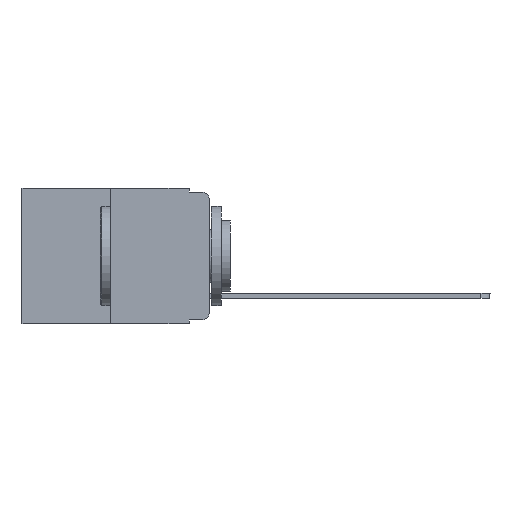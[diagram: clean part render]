
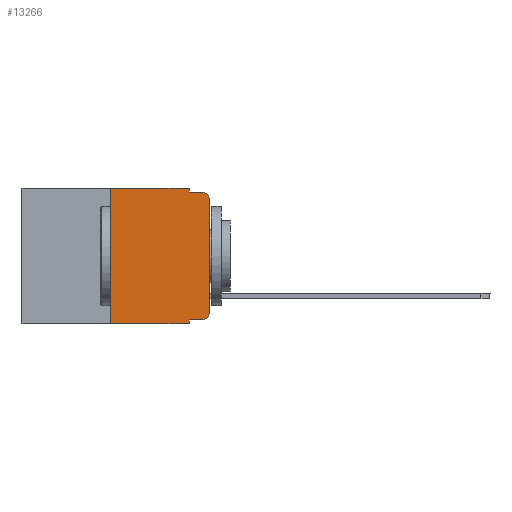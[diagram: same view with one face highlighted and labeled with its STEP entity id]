
A CAD part, left-side view. The second image highlights one B-rep face of the part: STEP entity #13266.
In plain terms, the highlighted planar face has unit normal (-1, 0, 0).
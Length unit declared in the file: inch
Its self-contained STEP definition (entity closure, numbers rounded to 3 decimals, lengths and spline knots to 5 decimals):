
#71 = DIRECTION ( 'NONE',  ( 0., 0., 1. ) ) ;
#320 = DIRECTION ( 'NONE',  ( 0., 0., 1. ) ) ;
#694 = ORIENTED_EDGE ( 'NONE', *, *, #10887, .F. ) ;
#696 = LINE ( 'NONE', #6565, #8792 ) ;
#710 = LINE ( 'NONE', #5886, #12328 ) ;
#834 = EDGE_CURVE ( 'NONE', #14318, #15292, #8638, .T. ) ;
#895 = CARTESIAN_POINT ( 'NONE',  ( 0., 0.051, 0. ) ) ;
#1182 = CARTESIAN_POINT ( 'NONE',  ( 0., 0.051, -0.01 ) ) ;
#1319 = ORIENTED_EDGE ( 'NONE', *, *, #4380, .T. ) ;
#1470 = DIRECTION ( 'NONE',  ( 0., -1., 0. ) ) ;
#1472 = AXIS2_PLACEMENT_3D ( 'NONE', #16701, #11375, #6025 ) ;
#1506 = CARTESIAN_POINT ( 'NONE',  ( 0., 0.051, -0.343 ) ) ;
#2113 = DIRECTION ( 'NONE',  ( 0., 0., -1. ) ) ;
#2140 = VERTEX_POINT ( 'NONE', #4231 ) ;
#2522 = EDGE_CURVE ( 'NONE', #4464, #15292, #710, .T. ) ;
#2990 = CARTESIAN_POINT ( 'NONE',  ( 0., 0.02, -0.313 ) ) ;
#3069 = LINE ( 'NONE', #9953, #6417 ) ;
#3755 = ORIENTED_EDGE ( 'NONE', *, *, #834, .T. ) ;
#3877 = CARTESIAN_POINT ( 'NONE',  ( 0., 0., 0. ) ) ;
#3918 = VECTOR ( 'NONE', #7130, 39.37008 ) ;
#4231 = CARTESIAN_POINT ( 'NONE',  ( 0., 0.02, -0.333 ) ) ;
#4286 = CARTESIAN_POINT ( 'NONE',  ( 0., 0.25, 0. ) ) ;
#4380 = EDGE_CURVE ( 'NONE', #15372, #6133, #7264, .T. ) ;
#4464 = VERTEX_POINT ( 'NONE', #1182 ) ;
#4780 = EDGE_CURVE ( 'NONE', #15576, #6133, #11025, .T. ) ;
#5051 = EDGE_CURVE ( 'NONE', #15576, #2140, #3069, .T. ) ;
#5368 = ORIENTED_EDGE ( 'NONE', *, *, #2522, .F. ) ;
#5393 = DIRECTION ( 'NONE',  ( -1., 0., 0. ) ) ;
#5410 = DIRECTION ( 'NONE',  ( 0., -1., 0. ) ) ;
#5507 = VECTOR ( 'NONE', #16072, 39.37008 ) ;
#5886 = CARTESIAN_POINT ( 'NONE',  ( 0., 0.051, -0.01 ) ) ;
#6025 = DIRECTION ( 'NONE',  ( 0., 0., -1. ) ) ;
#6058 = LINE ( 'NONE', #4286, #10044 ) ;
#6085 = CARTESIAN_POINT ( 'NONE',  ( 0., 0.02, -0.03 ) ) ;
#6133 = VERTEX_POINT ( 'NONE', #1506 ) ;
#6205 = CARTESIAN_POINT ( 'NONE',  ( 0., 0., -0.03 ) ) ;
#6417 = VECTOR ( 'NONE', #10078, 39.37008 ) ;
#6565 = CARTESIAN_POINT ( 'NONE',  ( 0., 0.473, 0. ) ) ;
#6642 = CARTESIAN_POINT ( 'NONE',  ( 0., 0.051, 0. ) ) ;
#7061 = EDGE_CURVE ( 'NONE', #2140, #13115, #15177, .T. ) ;
#7130 = DIRECTION ( 'NONE',  ( 0., 0., -1. ) ) ;
#7264 = LINE ( 'NONE', #10561, #13926 ) ;
#7418 = AXIS2_PLACEMENT_3D ( 'NONE', #6085, #8675, #2113 ) ;
#7962 = LINE ( 'NONE', #3877, #11521 ) ;
#8559 = VERTEX_POINT ( 'NONE', #895 ) ;
#8638 = CIRCLE ( 'NONE', #7418, 0.02 ) ;
#8646 = ORIENTED_EDGE ( 'NONE', *, *, #11061, .T. ) ;
#8675 = DIRECTION ( 'NONE',  ( -1., 0., 0. ) ) ;
#8792 = VECTOR ( 'NONE', #1470, 39.37008 ) ;
#9840 = ORIENTED_EDGE ( 'NONE', *, *, #13109, .F. ) ;
#9953 = CARTESIAN_POINT ( 'NONE',  ( 0., 0.051, -0.333 ) ) ;
#10044 = VECTOR ( 'NONE', #320, 39.37008 ) ;
#10078 = DIRECTION ( 'NONE',  ( 0., -1., 0. ) ) ;
#10387 = CARTESIAN_POINT ( 'NONE',  ( 0., 0.25, -0.343 ) ) ;
#10561 = CARTESIAN_POINT ( 'NONE',  ( 0., 0.473, -0.343 ) ) ;
#10583 = LINE ( 'NONE', #6642, #5507 ) ;
#10887 = EDGE_CURVE ( 'NONE', #14407, #8559, #696, .T. ) ;
#11025 = LINE ( 'NONE', #13645, #3918 ) ;
#11061 = EDGE_CURVE ( 'NONE', #13115, #14318, #7962, .T. ) ;
#11248 = DIRECTION ( 'NONE',  ( 0., -1., 0. ) ) ;
#11375 = DIRECTION ( 'NONE',  ( 1., 0., 0. ) ) ;
#11521 = VECTOR ( 'NONE', #71, 39.37008 ) ;
#12328 = VECTOR ( 'NONE', #11248, 39.37008 ) ;
#12440 = FACE_OUTER_BOUND ( 'NONE', #12455, .T. ) ;
#12455 = EDGE_LOOP ( 'NONE', ( #8646, #3755, #5368, #16565, #694, #9840, #1319, #14704, #16283, #15846 ) ) ;
#13109 = EDGE_CURVE ( 'NONE', #15372, #14407, #6058, .T. ) ;
#13115 = VERTEX_POINT ( 'NONE', #13678 ) ;
#13266 = ADVANCED_FACE ( 'NONE', ( #12440 ), #15307, .F. ) ;
#13645 = CARTESIAN_POINT ( 'NONE',  ( 0., 0.051, 0. ) ) ;
#13678 = CARTESIAN_POINT ( 'NONE',  ( 0., 0., -0.313 ) ) ;
#13873 = EDGE_CURVE ( 'NONE', #8559, #4464, #10583, .T. ) ;
#13926 = VECTOR ( 'NONE', #5410, 39.37008 ) ;
#14318 = VERTEX_POINT ( 'NONE', #6205 ) ;
#14407 = VERTEX_POINT ( 'NONE', #15947 ) ;
#14530 = AXIS2_PLACEMENT_3D ( 'NONE', #2990, #5393, #14867 ) ;
#14704 = ORIENTED_EDGE ( 'NONE', *, *, #4780, .F. ) ;
#14867 = DIRECTION ( 'NONE',  ( 0., 0., -1. ) ) ;
#15177 = CIRCLE ( 'NONE', #14530, 0.02 ) ;
#15292 = VERTEX_POINT ( 'NONE', #15367 ) ;
#15307 = PLANE ( 'NONE',  #1472 ) ;
#15367 = CARTESIAN_POINT ( 'NONE',  ( 0., 0.02, -0.01 ) ) ;
#15372 = VERTEX_POINT ( 'NONE', #10387 ) ;
#15576 = VERTEX_POINT ( 'NONE', #16110 ) ;
#15846 = ORIENTED_EDGE ( 'NONE', *, *, #7061, .T. ) ;
#15947 = CARTESIAN_POINT ( 'NONE',  ( 0., 0.25, 0. ) ) ;
#16072 = DIRECTION ( 'NONE',  ( 0., 0., -1. ) ) ;
#16110 = CARTESIAN_POINT ( 'NONE',  ( 0., 0.051, -0.333 ) ) ;
#16283 = ORIENTED_EDGE ( 'NONE', *, *, #5051, .T. ) ;
#16565 = ORIENTED_EDGE ( 'NONE', *, *, #13873, .F. ) ;
#16701 = CARTESIAN_POINT ( 'NONE',  ( 0., 0.473, 0. ) ) ;
